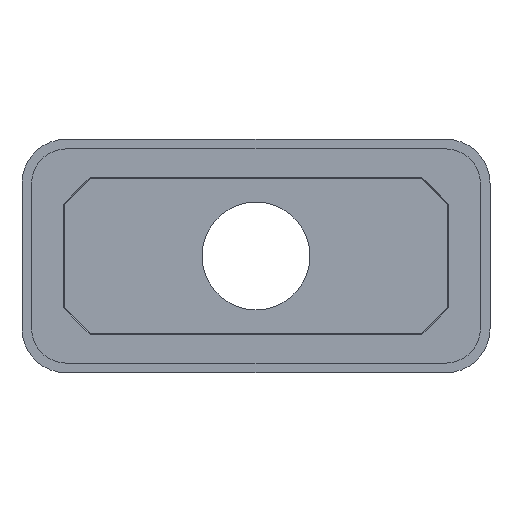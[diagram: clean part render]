
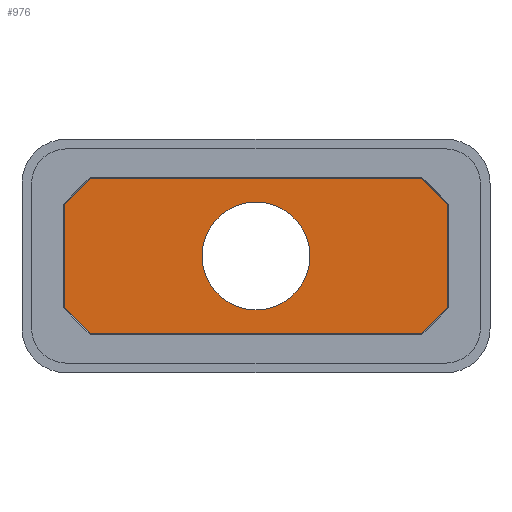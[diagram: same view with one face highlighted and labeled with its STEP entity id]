
A CAD part, front view. The second image highlights one B-rep face of the part: STEP entity #976.
In plain terms, the highlighted planar face has unit normal (0, -1, 0).
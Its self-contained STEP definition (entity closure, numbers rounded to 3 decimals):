
#20=FACE_BOUND('',#176,.T.);
#58=PLANE('',#1066);
#114=FACE_OUTER_BOUND('',#175,.T.);
#175=EDGE_LOOP('',(#878,#879,#880,#881,#882,#883,#884,#885));
#176=EDGE_LOOP('',(#886));
#283=LINE('',#1588,#397);
#284=LINE('',#1590,#398);
#285=LINE('',#1592,#399);
#286=LINE('',#1594,#400);
#287=LINE('',#1596,#401);
#288=LINE('',#1598,#402);
#289=LINE('',#1600,#403);
#290=LINE('',#1601,#404);
#397=VECTOR('',#1311,1000.);
#398=VECTOR('',#1312,1000.);
#399=VECTOR('',#1313,1000.);
#400=VECTOR('',#1314,1000.);
#401=VECTOR('',#1315,1000.);
#402=VECTOR('',#1316,1000.);
#403=VECTOR('',#1317,1000.);
#404=VECTOR('',#1318,1000.);
#413=CIRCLE('',#1000,4.255);
#433=VERTEX_POINT('',#1345);
#509=VERTEX_POINT('',#1586);
#510=VERTEX_POINT('',#1587);
#511=VERTEX_POINT('',#1589);
#512=VERTEX_POINT('',#1591);
#513=VERTEX_POINT('',#1593);
#514=VERTEX_POINT('',#1595);
#515=VERTEX_POINT('',#1597);
#516=VERTEX_POINT('',#1599);
#517=EDGE_CURVE('',#433,#433,#413,.T.);
#635=EDGE_CURVE('',#509,#510,#283,.T.);
#636=EDGE_CURVE('',#511,#509,#284,.T.);
#637=EDGE_CURVE('',#512,#511,#285,.T.);
#638=EDGE_CURVE('',#513,#512,#286,.T.);
#639=EDGE_CURVE('',#514,#513,#287,.T.);
#640=EDGE_CURVE('',#515,#514,#288,.T.);
#641=EDGE_CURVE('',#516,#515,#289,.T.);
#642=EDGE_CURVE('',#510,#516,#290,.T.);
#878=ORIENTED_EDGE('',*,*,#635,.F.);
#879=ORIENTED_EDGE('',*,*,#636,.F.);
#880=ORIENTED_EDGE('',*,*,#637,.F.);
#881=ORIENTED_EDGE('',*,*,#638,.F.);
#882=ORIENTED_EDGE('',*,*,#639,.F.);
#883=ORIENTED_EDGE('',*,*,#640,.F.);
#884=ORIENTED_EDGE('',*,*,#641,.F.);
#885=ORIENTED_EDGE('',*,*,#642,.F.);
#886=ORIENTED_EDGE('',*,*,#517,.F.);
#976=ADVANCED_FACE('',(#114,#20),#58,.F.);
#1000=AXIS2_PLACEMENT_3D('',#1346,#1079,#1080);
#1066=AXIS2_PLACEMENT_3D('',#1585,#1309,#1310);
#1079=DIRECTION('center_axis',(0.,-1.,0.));
#1080=DIRECTION('ref_axis',(0.,0.,1.));
#1309=DIRECTION('center_axis',(0.,1.,0.));
#1310=DIRECTION('ref_axis',(0.,0.,1.));
#1311=DIRECTION('',(0.707,0.,-0.707));
#1312=DIRECTION('',(1.,0.,0.));
#1313=DIRECTION('',(0.707,0.,0.707));
#1314=DIRECTION('',(0.,0.,1.));
#1315=DIRECTION('',(-0.707,0.,0.707));
#1316=DIRECTION('',(-1.,0.,0.));
#1317=DIRECTION('',(-0.707,0.,-0.707));
#1318=DIRECTION('',(0.,0.,-1.));
#1345=CARTESIAN_POINT('',(0.,4.445,-4.255));
#1346=CARTESIAN_POINT('Origin',(0.,4.445,0.));
#1585=CARTESIAN_POINT('Origin',(0.,4.445,0.));
#1586=CARTESIAN_POINT('',(13.07,4.445,6.123));
#1587=CARTESIAN_POINT('',(15.128,4.445,4.066));
#1588=CARTESIAN_POINT('',(9.597,4.445,9.597));
#1589=CARTESIAN_POINT('',(-13.07,4.445,6.123));
#1590=CARTESIAN_POINT('',(0.,4.445,6.123));
#1591=CARTESIAN_POINT('',(-15.128,4.445,4.066));
#1592=CARTESIAN_POINT('',(-9.597,4.445,9.597));
#1593=CARTESIAN_POINT('',(-15.128,4.445,-4.066));
#1594=CARTESIAN_POINT('',(-15.128,4.445,0.));
#1595=CARTESIAN_POINT('',(-13.07,4.445,-6.123));
#1596=CARTESIAN_POINT('',(-9.597,4.445,-9.597));
#1597=CARTESIAN_POINT('',(13.07,4.445,-6.123));
#1598=CARTESIAN_POINT('',(0.,4.445,-6.123));
#1599=CARTESIAN_POINT('',(15.128,4.445,-4.066));
#1600=CARTESIAN_POINT('',(9.597,4.445,-9.597));
#1601=CARTESIAN_POINT('',(15.128,4.445,0.));
